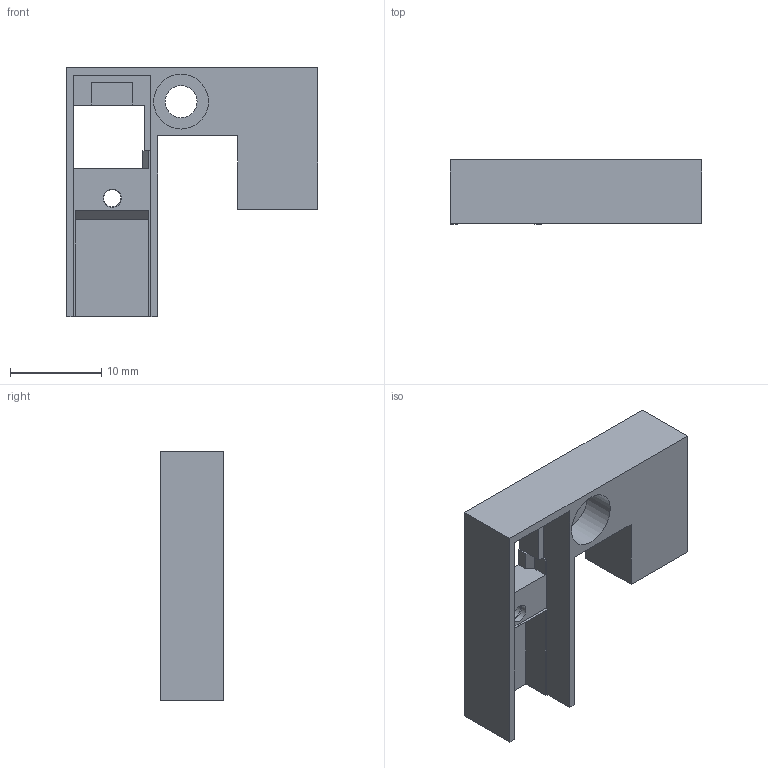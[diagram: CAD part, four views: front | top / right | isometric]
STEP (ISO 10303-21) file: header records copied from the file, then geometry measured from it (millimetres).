
FILE_DESCRIPTION(/* description */ (''),/* implementation_level */ '2;1');
FILE_NAME(/* name */ 'FS Module.step',/* time_stamp */ '2021-06-13T22:59:09+02:00',/* author */ (''),/* organization */ (''),/* preprocessor_version */ 'ST-DEVELOPER v18.1',/* originating_system */ 'Autodesk Translation Framework v10.9.0.1377',/* authorisation */ '');
FILE_SCHEMA (('AUTOMOTIVE_DESIGN { 1 0 10303 214 3 1 1 }'));
Length unit declared in the file: millimetre
Products named in the file (1): FS Module
Bounding box: 27.5 x 7 x 27.3 mm (x, y, z)
Volume: 1808 mm3; surface area: 2311.3 mm2
Topology: 1 solids, 1 shells, 47 faces, 126 edges, 82 vertices
Faces by surface type: plane 42, cylinder 4, cone 1
Full cylindrical faces by diameter (mm): 1.85 x1, 2 x1, 3.5 x1, 6 x1
Entity records: 1492 total; most frequent: CARTESIAN_POINT 256, ORIENTED_EDGE 252, DIRECTION 230, EDGE_CURVE 126, LINE 118, VECTOR 118, VERTEX_POINT 82, AXIS2_PLACEMENT_3D 56
